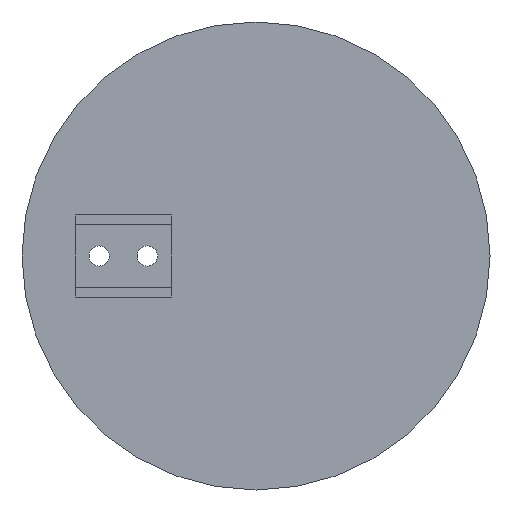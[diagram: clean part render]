
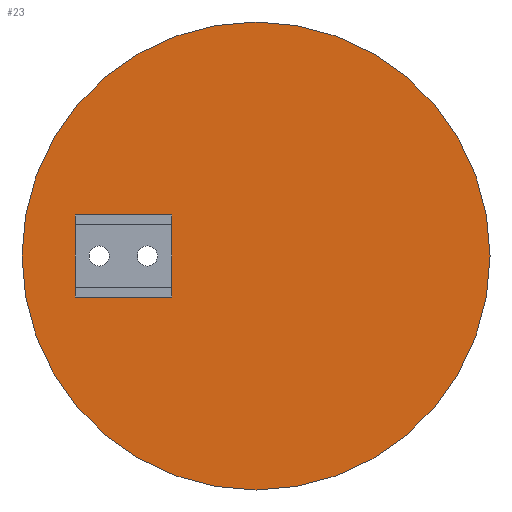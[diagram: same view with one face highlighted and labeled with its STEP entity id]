
A CAD part, front view. The second image highlights one B-rep face of the part: STEP entity #23.
In plain terms, the highlighted planar face has unit normal (0, -1, 0).
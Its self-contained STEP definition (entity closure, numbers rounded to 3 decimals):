
#6 = CARTESIAN_POINT ( 'NONE',  ( -17.5, 0., 6.5 ) ) ;
#12 = ORIENTED_EDGE ( 'NONE', *, *, #347, .F. ) ;
#17 = EDGE_CURVE ( 'NONE', #490, #219, #424, .T. ) ;
#18 = DIRECTION ( 'NONE',  ( 0., 0., 1. ) ) ;
#23 = ADVANCED_FACE ( 'NONE', ( #154, #688 ), #635, .F. ) ;
#35 = AXIS2_PLACEMENT_3D ( 'NONE', #286, #133, #89 ) ;
#46 = CIRCLE ( 'NONE', #35, 48.5 ) ;
#54 = CARTESIAN_POINT ( 'NONE',  ( -37.5, 0., -8.5 ) ) ;
#89 = DIRECTION ( 'NONE',  ( 0., 0., 1. ) ) ;
#92 = DIRECTION ( 'NONE',  ( 0., 1., 0. ) ) ;
#102 = CARTESIAN_POINT ( 'NONE',  ( 0., 0., -48.5 ) ) ;
#107 = VECTOR ( 'NONE', #361, 1000. ) ;
#132 = VERTEX_POINT ( 'NONE', #626 ) ;
#133 = DIRECTION ( 'NONE',  ( 0., 1., 0. ) ) ;
#134 = ORIENTED_EDGE ( 'NONE', *, *, #360, .F. ) ;
#135 = VECTOR ( 'NONE', #18, 1000. ) ;
#141 = AXIS2_PLACEMENT_3D ( 'NONE', #366, #92, #520 ) ;
#154 = FACE_OUTER_BOUND ( 'NONE', #542, .T. ) ;
#160 = LINE ( 'NONE', #305, #492 ) ;
#181 = EDGE_LOOP ( 'NONE', ( #12, #188, #606, #636 ) ) ;
#188 = ORIENTED_EDGE ( 'NONE', *, *, #17, .F. ) ;
#194 = LINE ( 'NONE', #619, #342 ) ;
#203 = ORIENTED_EDGE ( 'NONE', *, *, #263, .F. ) ;
#219 = VERTEX_POINT ( 'NONE', #54 ) ;
#231 = VERTEX_POINT ( 'NONE', #380 ) ;
#237 = CIRCLE ( 'NONE', #522, 48.5 ) ;
#263 = EDGE_CURVE ( 'NONE', #231, #554, #237, .T. ) ;
#282 = CARTESIAN_POINT ( 'NONE',  ( 0., 0., 0. ) ) ;
#286 = CARTESIAN_POINT ( 'NONE',  ( 0., 0., 0. ) ) ;
#293 = EDGE_CURVE ( 'NONE', #480, #132, #493, .T. ) ;
#305 = CARTESIAN_POINT ( 'NONE',  ( -37.5, 0., 8.5 ) ) ;
#307 = CARTESIAN_POINT ( 'NONE',  ( -37.5, 0., 6.5 ) ) ;
#342 = VECTOR ( 'NONE', #521, 1000. ) ;
#347 = EDGE_CURVE ( 'NONE', #219, #480, #194, .T. ) ;
#360 = EDGE_CURVE ( 'NONE', #554, #231, #46, .T. ) ;
#361 = DIRECTION ( 'NONE',  ( 0., 0., -1. ) ) ;
#366 = CARTESIAN_POINT ( 'NONE',  ( 0., 0., 0. ) ) ;
#380 = CARTESIAN_POINT ( 'NONE',  ( 0., 0., 48.5 ) ) ;
#424 = LINE ( 'NONE', #307, #107 ) ;
#480 = VERTEX_POINT ( 'NONE', #583 ) ;
#490 = VERTEX_POINT ( 'NONE', #528 ) ;
#492 = VECTOR ( 'NONE', #590, 1000. ) ;
#493 = LINE ( 'NONE', #6, #135 ) ;
#520 = DIRECTION ( 'NONE',  ( 0., 0., 1. ) ) ;
#521 = DIRECTION ( 'NONE',  ( 1., 0., 0. ) ) ;
#522 = AXIS2_PLACEMENT_3D ( 'NONE', #282, #595, #692 ) ;
#528 = CARTESIAN_POINT ( 'NONE',  ( -37.5, 0., 8.5 ) ) ;
#542 = EDGE_LOOP ( 'NONE', ( #134, #203 ) ) ;
#551 = EDGE_CURVE ( 'NONE', #132, #490, #160, .T. ) ;
#554 = VERTEX_POINT ( 'NONE', #102 ) ;
#583 = CARTESIAN_POINT ( 'NONE',  ( -17.5, 0., -8.5 ) ) ;
#590 = DIRECTION ( 'NONE',  ( -1., 0., 0. ) ) ;
#595 = DIRECTION ( 'NONE',  ( 0., 1., 0. ) ) ;
#606 = ORIENTED_EDGE ( 'NONE', *, *, #551, .F. ) ;
#619 = CARTESIAN_POINT ( 'NONE',  ( -37.5, 0., -8.5 ) ) ;
#626 = CARTESIAN_POINT ( 'NONE',  ( -17.5, 0., 8.5 ) ) ;
#635 = PLANE ( 'NONE',  #141 ) ;
#636 = ORIENTED_EDGE ( 'NONE', *, *, #293, .F. ) ;
#688 = FACE_BOUND ( 'NONE', #181, .T. ) ;
#692 = DIRECTION ( 'NONE',  ( 0., 0., 1. ) ) ;
